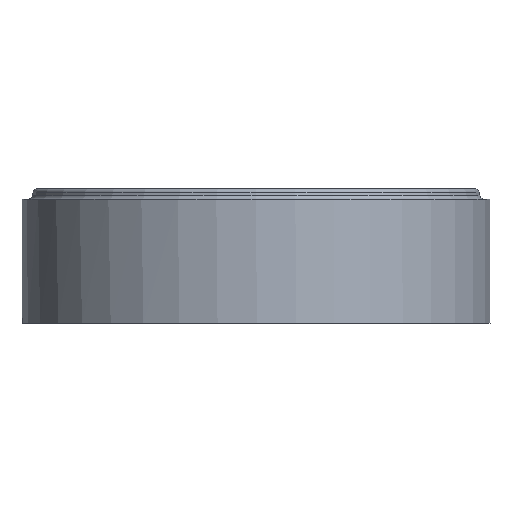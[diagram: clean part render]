
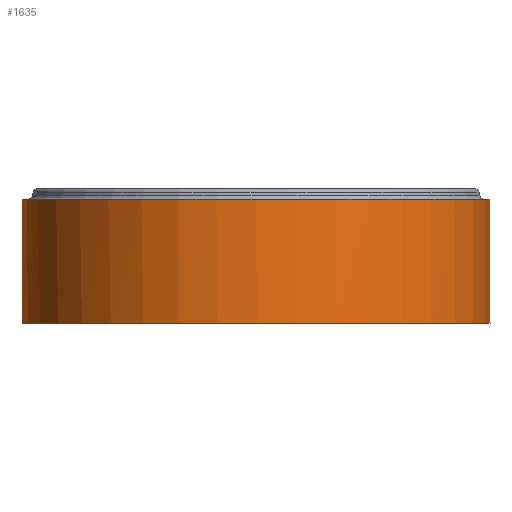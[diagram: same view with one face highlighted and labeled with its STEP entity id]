
A CAD part, left-side view. The second image highlights one B-rep face of the part: STEP entity #1635.
In plain terms, the highlighted cylindrical face has radius 22.65 mm (diameter 45.3 mm), a partial arc.
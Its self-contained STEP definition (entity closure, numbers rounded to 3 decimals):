
#69=CYLINDRICAL_SURFACE('',#1767,22.65);
#86=ELLIPSE('',#1756,32.032,22.65);
#253=FACE_OUTER_BOUND('',#356,.T.);
#356=EDGE_LOOP('',(#1128,#1129,#1130,#1131,#1132,#1133));
#468=LINE('',#2385,#509);
#469=LINE('',#2388,#510);
#509=VECTOR('',#1987,10.);
#510=VECTOR('',#1990,10.);
#543=CIRCLE('',#1750,22.65);
#544=CIRCLE('',#1751,22.65);
#551=CIRCLE('',#1768,22.65);
#649=VERTEX_POINT('',#2329);
#651=VERTEX_POINT('',#2336);
#652=VERTEX_POINT('',#2338);
#654=VERTEX_POINT('',#2346);
#664=VERTEX_POINT('',#2384);
#665=VERTEX_POINT('',#2386);
#823=EDGE_CURVE('',#651,#652,#543,.T.);
#824=EDGE_CURVE('',#652,#649,#544,.T.);
#827=EDGE_CURVE('',#654,#651,#86,.F.);
#844=EDGE_CURVE('',#664,#654,#468,.T.);
#845=EDGE_CURVE('',#664,#665,#551,.T.);
#846=EDGE_CURVE('',#665,#649,#469,.T.);
#1128=ORIENTED_EDGE('',*,*,#823,.F.);
#1129=ORIENTED_EDGE('',*,*,#827,.F.);
#1130=ORIENTED_EDGE('',*,*,#844,.F.);
#1131=ORIENTED_EDGE('',*,*,#845,.T.);
#1132=ORIENTED_EDGE('',*,*,#846,.T.);
#1133=ORIENTED_EDGE('',*,*,#824,.F.);
#1635=ADVANCED_FACE('',(#253),#69,.T.);
#1750=AXIS2_PLACEMENT_3D('',#2339,#1941,#1942);
#1751=AXIS2_PLACEMENT_3D('',#2340,#1943,#1944);
#1756=AXIS2_PLACEMENT_3D('',#2347,#1953,#1954);
#1767=AXIS2_PLACEMENT_3D('',#2383,#1985,#1986);
#1768=AXIS2_PLACEMENT_3D('',#2387,#1988,#1989);
#1941=DIRECTION('center_axis',(0.,0.,1.));
#1942=DIRECTION('ref_axis',(-1.,0.,0.));
#1943=DIRECTION('center_axis',(0.,0.,1.));
#1944=DIRECTION('ref_axis',(-1.,0.,0.));
#1953=DIRECTION('center_axis',(0.,0.707,0.707));
#1954=DIRECTION('ref_axis',(0.,-0.707,0.707));
#1985=DIRECTION('center_axis',(0.,0.,1.));
#1986=DIRECTION('ref_axis',(-1.,0.,0.));
#1987=DIRECTION('',(0.,0.,1.));
#1988=DIRECTION('center_axis',(0.,0.,
1.));
#1989=DIRECTION('ref_axis',(-1.,0.,0.));
#1990=DIRECTION('',(0.,0.,1.));
#2329=CARTESIAN_POINT('',(36.036,-98.76,18.));
#2336=CARTESIAN_POINT('',(46.256,-61.523,18.));
#2338=CARTESIAN_POINT('',(7.074,-77.007,18.));
#2339=CARTESIAN_POINT('Origin',(29.724,-77.007,18.));
#2340=CARTESIAN_POINT('Origin',(29.724,-77.007,18.));
#2346=CARTESIAN_POINT('',(45.673,-60.923,17.4));
#2347=CARTESIAN_POINT('Origin',(29.724,-77.007,33.483));
#2383=CARTESIAN_POINT('Origin',(29.724,-77.007,6.));
#2384=CARTESIAN_POINT('',(45.673,-60.923,6.));
#2385=CARTESIAN_POINT('',(45.673,-60.923,6.));
#2386=CARTESIAN_POINT('',(36.036,-98.76,6.));
#2387=CARTESIAN_POINT('Origin',(29.724,-77.007,6.));
#2388=CARTESIAN_POINT('',(36.036,-98.76,6.));
